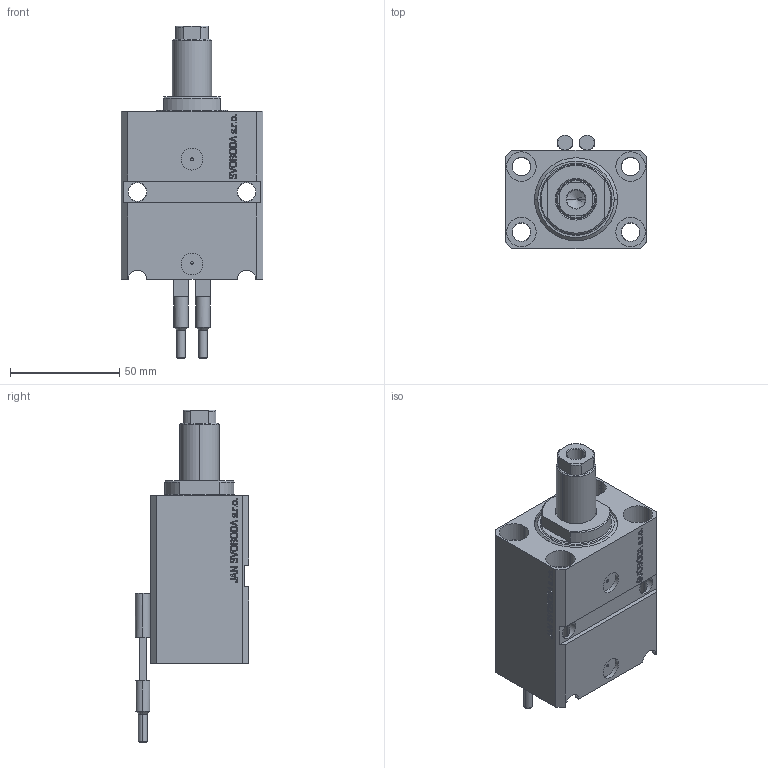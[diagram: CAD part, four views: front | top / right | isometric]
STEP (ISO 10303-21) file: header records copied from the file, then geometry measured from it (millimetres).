
FILE_DESCRIPTION (( 'STEP AP203' ), '1' );
FILE_NAME ('82a9.STEP', '2025-01-13T08:24:03', ( '' ), ( '' ), 'SwSTEP 2.0', 'SolidWorks 2019', '' );
FILE_SCHEMA (( 'CONFIG_CONTROL_DESIGN' ));
Length unit declared in the file: millimetre
Products named in the file (5): V250CE_VC_E a2b7b5e0959d02faca02c2ad3b5a9c0b; 82a9; V250CE_C_VCP a2b7b5e0959d02faca02c2ad3b5a9c0b; V250CE_E_Body a2b7b5e0959d02faca02c2ad3b5a9c0b; SWITCH_V250CE a2b7b5e0959d02faca02c2ad3b5a9c0b
Assembly tree (5 placements, depth 2):
  82a9
    V250CE_E_Body a2b7b5e0959d02faca02c2ad3b5a9c0b
    V250CE_C_VCP a2b7b5e0959d02faca02c2ad3b5a9c0b
    V250CE_VC_E a2b7b5e0959d02faca02c2ad3b5a9c0b
    SWITCH_V250CE a2b7b5e0959d02faca02c2ad3b5a9c0b  x2
Bounding box: 65 x 51.9 x 152 mm (x, y, z)
Volume: 210104.9 mm3; surface area: 53900.7 mm2
Topology: 5 solids, 5 shells, 942 faces, 2413 edges, 1575 vertices
Faces by surface type: plane 466, bspline 360, cylinder 90, cone 16, torus 10
Entity records: 45332 total; most frequent: CARTESIAN_POINT 24866, ORIENTED_EDGE 4714, DIRECTION 2899, EDGE_CURVE 2357, VERTEX_POINT 1545, LINE 1427, VECTOR 1427, EDGE_LOOP 1036
